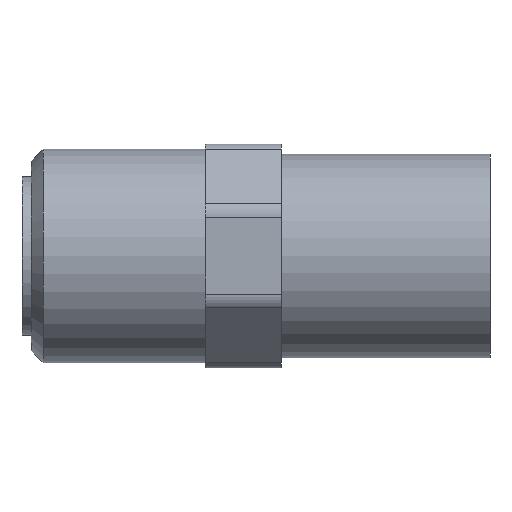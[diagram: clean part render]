
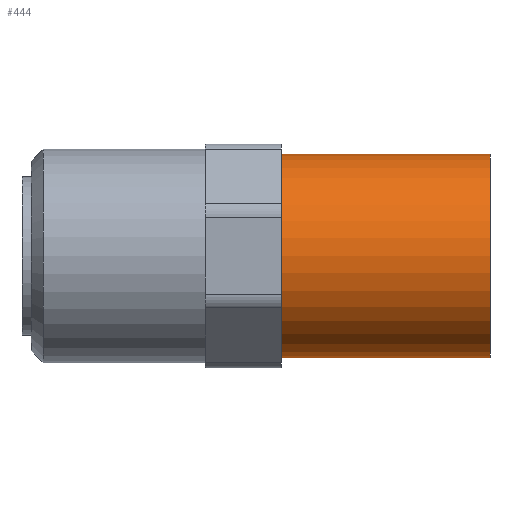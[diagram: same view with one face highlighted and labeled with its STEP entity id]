
A CAD part, top view. The second image highlights one B-rep face of the part: STEP entity #444.
In plain terms, the highlighted cylindrical face has radius 10 mm (diameter 20 mm), a partial arc.
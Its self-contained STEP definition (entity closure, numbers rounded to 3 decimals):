
#216 = VERTEX_POINT( '', #552 );
#290 = VERTEX_POINT( '', #634 );
#368 = EDGE_CURVE( '', #456, #290, #722, .T. );
#372 = EDGE_CURVE( '', #468, #456, #726, .T. );
#420 = EDGE_CURVE( '', #216, #290, #778, .T. );
#444 = ADVANCED_FACE( '', ( #806 ), #807, .T. );
#456 = VERTEX_POINT( '', #822 );
#466 = EDGE_CURVE( '', #216, #468, #832, .T. );
#468 = VERTEX_POINT( '', #834 );
#552 = CARTESIAN_POINT( '', ( -20.5, -10., 0. ) );
#634 = CARTESIAN_POINT( '', ( -20.5, 10., 0. ) );
#722 = LINE( '', #1146, #1147 );
#726 = CIRCLE( '', #1154, 10. );
#778 = CIRCLE( '', #1222, 10. );
#806 = FACE_OUTER_BOUND( '', #1260, .T. );
#807 = CYLINDRICAL_SURFACE( '', #1261, 10. );
#822 = CARTESIAN_POINT( '', ( 0., 10., 0. ) );
#832 = LINE( '', #1292, #1293 );
#834 = CARTESIAN_POINT( '', ( 0., -10., 0. ) );
#1146 = CARTESIAN_POINT( '', ( -10.25, 10., 0. ) );
#1147 = VECTOR( '', #1598, 1. );
#1154 = AXIS2_PLACEMENT_3D( '', #1600, #1601, #1602 );
#1222 = AXIS2_PLACEMENT_3D( '', #1659, #1660, #1661 );
#1260 = EDGE_LOOP( '', ( #1705, #1706, #1707, #1708 ) );
#1261 = AXIS2_PLACEMENT_3D( '', #1709, #1710, #1711 );
#1292 = CARTESIAN_POINT( '', ( -10.25, -10., 0. ) );
#1293 = VECTOR( '', #1741, 1. );
#1598 = DIRECTION( '', ( -1., 0., 0. ) );
#1600 = CARTESIAN_POINT( '', ( 0., 0., 0. ) );
#1601 = DIRECTION( '', ( -1., 0., 0. ) );
#1602 = DIRECTION( '', ( 0., 1., 0. ) );
#1659 = CARTESIAN_POINT( '', ( -20.5, 0., 0. ) );
#1660 = DIRECTION( '', ( -1., 0., 0. ) );
#1661 = DIRECTION( '', ( 0., 1., 0. ) );
#1705 = ORIENTED_EDGE( '', *, *, #368, .T. );
#1706 = ORIENTED_EDGE( '', *, *, #420, .F. );
#1707 = ORIENTED_EDGE( '', *, *, #466, .T. );
#1708 = ORIENTED_EDGE( '', *, *, #372, .T. );
#1709 = CARTESIAN_POINT( '', ( -10.25, 0., 0. ) );
#1710 = DIRECTION( '', ( 1., 0., 0. ) );
#1711 = DIRECTION( '', ( 0., 1., 0. ) );
#1741 = DIRECTION( '', ( 1., 0., 0. ) );
